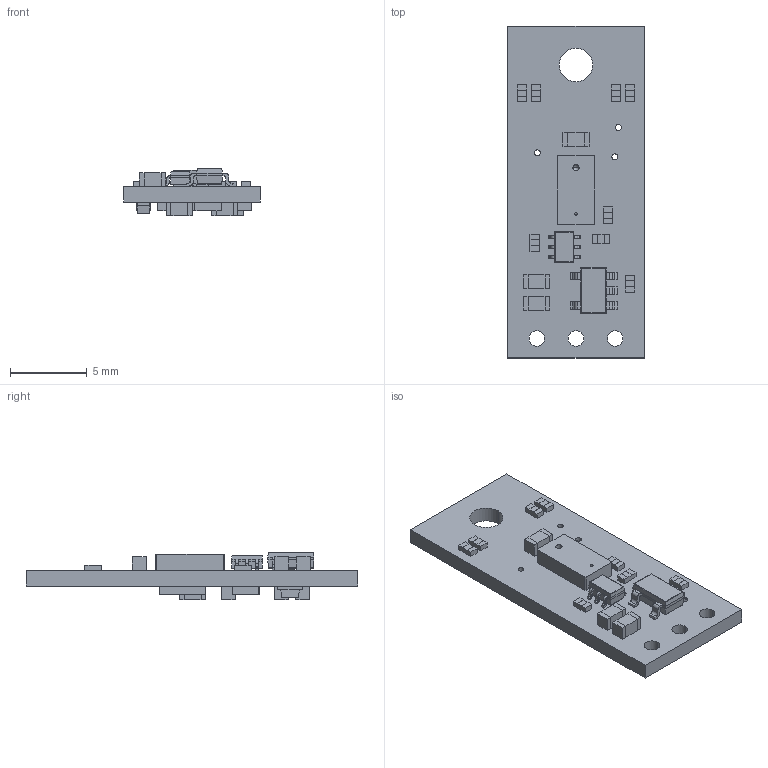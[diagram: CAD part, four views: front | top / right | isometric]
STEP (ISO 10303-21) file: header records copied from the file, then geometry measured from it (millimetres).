
FILE_DESCRIPTION (( 'STEP AP214' ), '1' );
FILE_NAME ('pololu-digital-distance-sensor-v2.step', '2025-06-09T21:53:18', ( '' ), ( '' ), 'SwSTEP 2.0', 'SolidWorks 2025', '' );
FILE_SCHEMA (( 'AUTOMOTIVE_DESIGN' ));
Length unit declared in the file: millimetre
Products named in the file (1): pololu-digital-distance-sensor-v2
Bounding box: 8.89 x 21.59 x 3.11 mm (x, y, z)
Volume: 228.5 mm3; surface area: 574.4 mm2
Topology: 1 solids, 1 shells, 833 faces, 2221 edges, 1444 vertices
Faces by surface type: plane 576, bspline 165, cylinder 88, sphere 4
Entity records: 40160 total; most frequent: CARTESIAN_POINT 11746, ORIENTED_EDGE 4426, DIRECTION 3295, EDGE_CURVE 2213, LINE 1677, VECTOR 1677, VERTEX_POINT 1440, EDGE_LOOP 925
